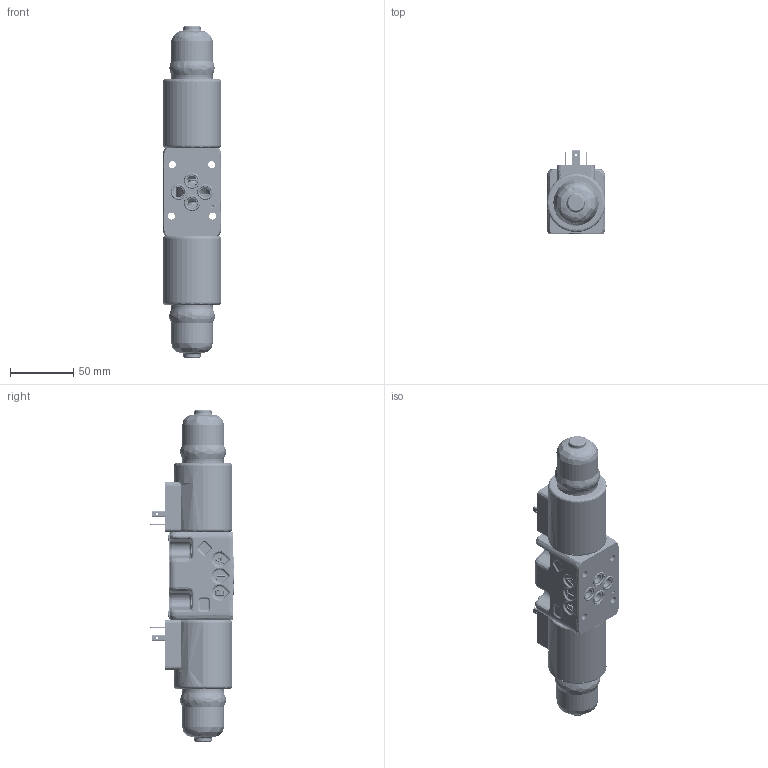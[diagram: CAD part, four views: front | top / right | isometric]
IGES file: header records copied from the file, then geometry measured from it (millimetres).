
Start section: SolidWorks IGES file using analytic representation for surfaces
Global section: file name: ADC3E--C-RF1.igs; native system: SolidWorks 2012; preprocessor: SolidWorks 2012; author: serviziopdm; date: 131014.110333; units: millimetre
Bounding box: 46 x 66.28 x 261.7 mm (x, y, z)
Surface area: 136729.3 mm2 (no closed solid volume)
Topology: 0 solids, 0 shells, 3281 faces, 34423 edges, 34368 vertices
Faces by surface type: bspline 2215, revolution 1066
